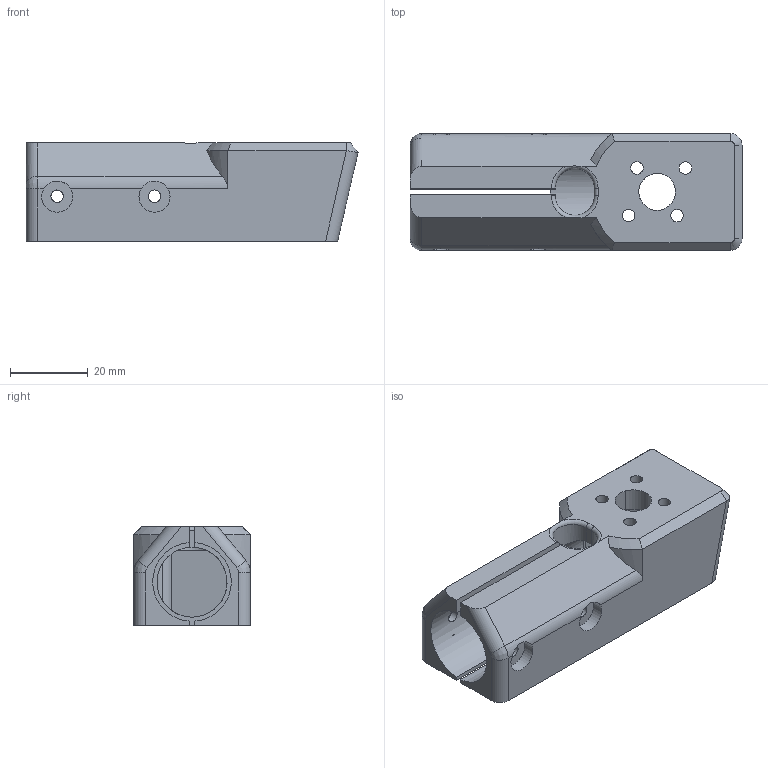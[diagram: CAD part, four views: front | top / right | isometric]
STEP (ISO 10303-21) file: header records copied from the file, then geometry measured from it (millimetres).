
FILE_DESCRIPTION(/* description */ (''),/* implementation_level */ '2;1');
FILE_NAME(/* name */ 'Motor Mount 20mm Rivet Style.stp',/* time_stamp */ '2016-12-05T15:32:35-08:00',/* author */ (''),/* organization */ (''),/* preprocessor_version */ 'ST-DEVELOPER v15.2',/* originating_system */ 'Autodesk Translator Framework v2.0.0.5431',/* authorisation */ '');
FILE_SCHEMA (('AUTOMOTIVE_DESIGN { 1 0 10303 214 3 1 1 }'));
Length unit declared in the file: centimetre
Products named in the file (1): (Unsaved)
Bounding box: 85.25 x 30 x 25.2 mm (x, y, z)
Volume: 31846.2 mm3; surface area: 15149.6 mm2
Topology: 1 solids, 1 shells, 100 faces, 283 edges, 186 vertices
Faces by surface type: plane 47, cylinder 45, bspline 4, cone 2, torus 2
Full cylindrical faces by diameter (mm): 3.2 x8, 3.9 x4, 8 x4, 18 x1
Entity records: 3446 total; most frequent: CARTESIAN_POINT 905, DIRECTION 520, ORIENTED_EDGE 512, EDGE_CURVE 256, AXIS2_PLACEMENT_3D 192, VERTEX_POINT 176, EDGE_LOOP 138, LINE 136
